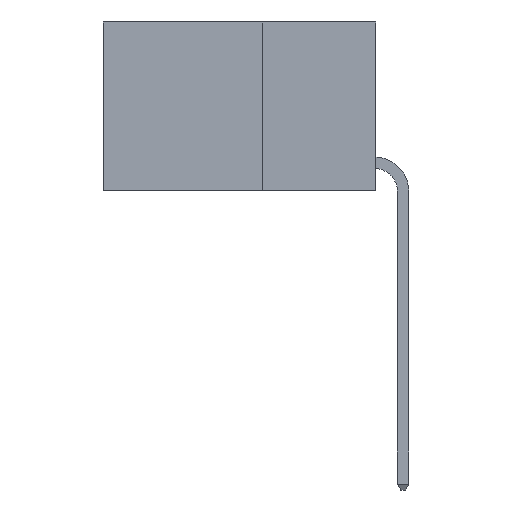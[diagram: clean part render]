
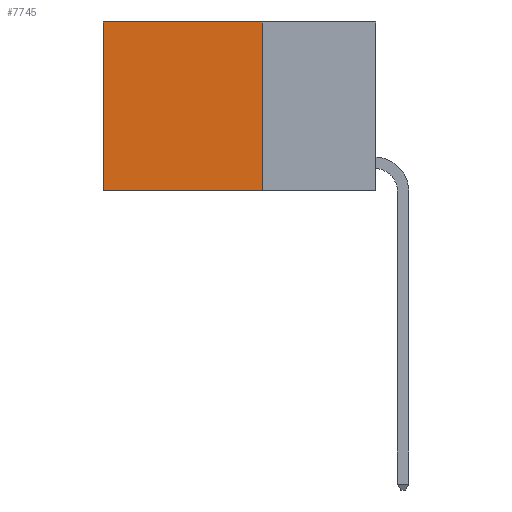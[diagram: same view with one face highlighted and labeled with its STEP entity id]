
A CAD part, left-side view. The second image highlights one B-rep face of the part: STEP entity #7745.
In plain terms, the highlighted planar face has unit normal (-1, 0, 0).
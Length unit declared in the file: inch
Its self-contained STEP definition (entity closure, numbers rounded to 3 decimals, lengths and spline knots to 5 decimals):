
#939 = AXIS2_PLACEMENT_3D ( 'NONE', #8705, #7988, #3309 ) ;
#967 = PLANE ( 'NONE',  #939 ) ;
#1055 = ORIENTED_EDGE ( 'NONE', *, *, #5093, .F. ) ;
#1077 = VECTOR ( 'NONE', #1798, 39.37008 ) ;
#1491 = CARTESIAN_POINT ( 'NONE',  ( 0.2625, 0.6, 0. ) ) ;
#1632 = CARTESIAN_POINT ( 'NONE',  ( 0.2625, 0.25, -0.37 ) ) ;
#1798 = DIRECTION ( 'NONE',  ( 0., 1., 0. ) ) ;
#1877 = VERTEX_POINT ( 'NONE', #4264 ) ;
#2767 = LINE ( 'NONE', #9848, #6668 ) ;
#3057 = VERTEX_POINT ( 'NONE', #1632 ) ;
#3309 = DIRECTION ( 'NONE',  ( 0., 0., -1. ) ) ;
#3638 = DIRECTION ( 'NONE',  ( 0., 1., 0. ) ) ;
#3807 = FACE_OUTER_BOUND ( 'NONE', #8638, .T. ) ;
#3884 = LINE ( 'NONE', #1491, #7803 ) ;
#4264 = CARTESIAN_POINT ( 'NONE',  ( 0.2625, 0.6, 0. ) ) ;
#5093 = EDGE_CURVE ( 'NONE', #3057, #9107, #7280, .T. ) ;
#5234 = DIRECTION ( 'NONE',  ( 0., 0., -1. ) ) ;
#5370 = EDGE_CURVE ( 'NONE', #9434, #1877, #2767, .T. ) ;
#5914 = ORIENTED_EDGE ( 'NONE', *, *, #5370, .T. ) ;
#5979 = CARTESIAN_POINT ( 'NONE',  ( 0.2625, 0.25, 0. ) ) ;
#6431 = CARTESIAN_POINT ( 'NONE',  ( 0.2625, 0.25, -0.37 ) ) ;
#6668 = VECTOR ( 'NONE', #3638, 39.37008 ) ;
#6842 = VECTOR ( 'NONE', #5234, 39.37008 ) ;
#6933 = DIRECTION ( 'NONE',  ( 0., 0., -1. ) ) ;
#7015 = ORIENTED_EDGE ( 'NONE', *, *, #9346, .T. ) ;
#7280 = LINE ( 'NONE', #6431, #1077 ) ;
#7745 = ADVANCED_FACE ( 'NONE', ( #3807 ), #967, .F. ) ;
#7753 = ORIENTED_EDGE ( 'NONE', *, *, #8556, .F. ) ;
#7803 = VECTOR ( 'NONE', #6933, 39.37008 ) ;
#7988 = DIRECTION ( 'NONE',  ( 1., 0., 0. ) ) ;
#8556 = EDGE_CURVE ( 'NONE', #9434, #3057, #8889, .T. ) ;
#8569 = CARTESIAN_POINT ( 'NONE',  ( 0.2625, 0.25, 0. ) ) ;
#8638 = EDGE_LOOP ( 'NONE', ( #7015, #1055, #7753, #5914 ) ) ;
#8705 = CARTESIAN_POINT ( 'NONE',  ( 0.2625, 0.25, 0. ) ) ;
#8889 = LINE ( 'NONE', #5979, #6842 ) ;
#9002 = CARTESIAN_POINT ( 'NONE',  ( 0.2625, 0.6, -0.37 ) ) ;
#9107 = VERTEX_POINT ( 'NONE', #9002 ) ;
#9346 = EDGE_CURVE ( 'NONE', #1877, #9107, #3884, .T. ) ;
#9434 = VERTEX_POINT ( 'NONE', #8569 ) ;
#9848 = CARTESIAN_POINT ( 'NONE',  ( 0.2625, 0.25, 0. ) ) ;
